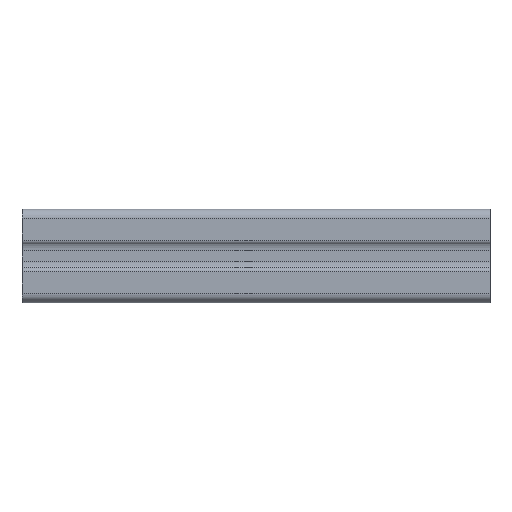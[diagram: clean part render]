
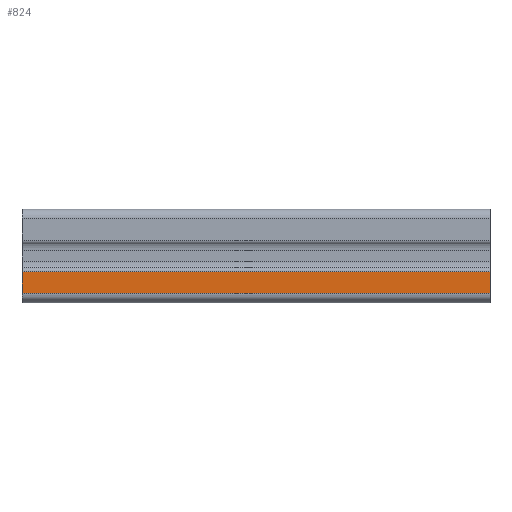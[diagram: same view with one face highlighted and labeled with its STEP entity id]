
A CAD part, top view. The second image highlights one B-rep face of the part: STEP entity #824.
In plain terms, the highlighted planar face has unit normal (0, 0, 1).
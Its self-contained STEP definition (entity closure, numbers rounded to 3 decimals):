
#72 = CARTESIAN_POINT ( 'NONE',  ( 59.184, 51.548, 10. ) ) ;
#96 = AXIS2_PLACEMENT_3D ( 'NONE', #1067, #660, #1262 ) ;
#306 = VECTOR ( 'NONE', #310, 1000. ) ;
#310 = DIRECTION ( 'NONE',  ( -1., 0., 0. ) ) ;
#463 = PLANE ( 'NONE',  #96 ) ;
#593 = CARTESIAN_POINT ( 'NONE',  ( 59.184, 46.898, 10. ) ) ;
#612 = CARTESIAN_POINT ( 'NONE',  ( 59.184, 51.548, 10. ) ) ;
#659 = CARTESIAN_POINT ( 'NONE',  ( -40.816, 46.898, 10. ) ) ;
#660 = DIRECTION ( 'NONE',  ( 0., 0., -1. ) ) ;
#824 = ADVANCED_FACE ( 'NONE', ( #1717 ), #463, .F. ) ;
#872 = ORIENTED_EDGE ( 'NONE', *, *, #1584, .T. ) ;
#890 = EDGE_CURVE ( 'NONE', #2191, #1659, #1583, .T. ) ;
#947 = CARTESIAN_POINT ( 'NONE',  ( 59.184, 51.548, 10. ) ) ;
#994 = LINE ( 'NONE', #593, #2213 ) ;
#1015 = ORIENTED_EDGE ( 'NONE', *, *, #1076, .T. ) ;
#1067 = CARTESIAN_POINT ( 'NONE',  ( 59.184, 51.548, 10. ) ) ;
#1068 = DIRECTION ( 'NONE',  ( 0., -1., 0. ) ) ;
#1076 = EDGE_CURVE ( 'NONE', #2191, #1330, #2481, .T. ) ;
#1188 = EDGE_CURVE ( 'NONE', #1659, #1328, #994, .T. ) ;
#1193 = ORIENTED_EDGE ( 'NONE', *, *, #1188, .F. ) ;
#1262 = DIRECTION ( 'NONE',  ( -1., 0., 0. ) ) ;
#1328 = VERTEX_POINT ( 'NONE', #659 ) ;
#1330 = VERTEX_POINT ( 'NONE', #1913 ) ;
#1375 = VECTOR ( 'NONE', #1068, 1000. ) ;
#1583 = LINE ( 'NONE', #72, #2610 ) ;
#1584 = EDGE_CURVE ( 'NONE', #1330, #1328, #2151, .T. ) ;
#1659 = VERTEX_POINT ( 'NONE', #2302 ) ;
#1710 = ORIENTED_EDGE ( 'NONE', *, *, #890, .F. ) ;
#1717 = FACE_OUTER_BOUND ( 'NONE', #2357, .T. ) ;
#1855 = DIRECTION ( 'NONE',  ( -1., 0., 0. ) ) ;
#1897 = CARTESIAN_POINT ( 'NONE',  ( -40.816, 51.548, 10. ) ) ;
#1904 = DIRECTION ( 'NONE',  ( 0., -1., 0. ) ) ;
#1913 = CARTESIAN_POINT ( 'NONE',  ( -40.816, 51.548, 10. ) ) ;
#2151 = LINE ( 'NONE', #1897, #1375 ) ;
#2191 = VERTEX_POINT ( 'NONE', #612 ) ;
#2213 = VECTOR ( 'NONE', #1855, 1000. ) ;
#2302 = CARTESIAN_POINT ( 'NONE',  ( 59.184, 46.898, 10. ) ) ;
#2357 = EDGE_LOOP ( 'NONE', ( #872, #1193, #1710, #1015 ) ) ;
#2481 = LINE ( 'NONE', #947, #306 ) ;
#2610 = VECTOR ( 'NONE', #1904, 1000. ) ;
